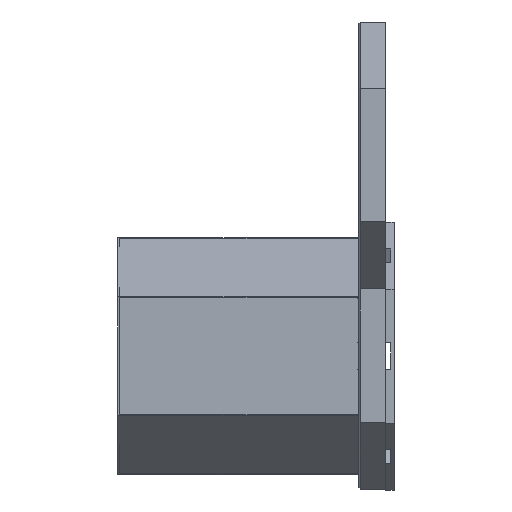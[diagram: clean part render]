
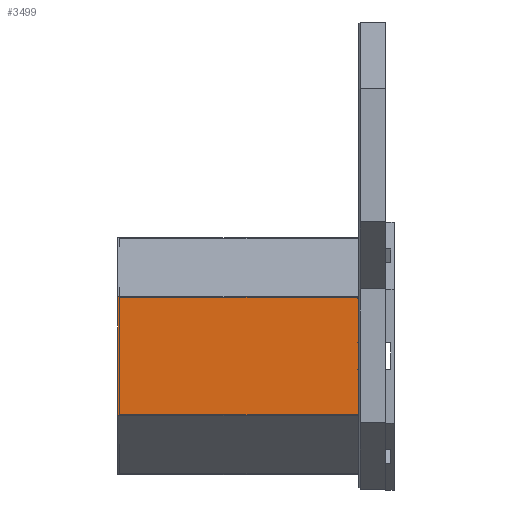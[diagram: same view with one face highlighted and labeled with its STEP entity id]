
A CAD part, left-side view. The second image highlights one B-rep face of the part: STEP entity #3499.
In plain terms, the highlighted planar face has unit normal (-1, 0, 0).
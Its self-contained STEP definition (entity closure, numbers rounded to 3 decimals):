
#209=FACE_OUTER_BOUND('',#401,.T.);
#401=EDGE_LOOP('',(#3114,#3115,#3116,#3117));
#861=LINE('',#5462,#1346);
#886=LINE('',#5511,#1371);
#887=LINE('',#5514,#1372);
#888=LINE('',#5515,#1373);
#1346=VECTOR('',#4490,10.);
#1371=VECTOR('',#4535,10.);
#1372=VECTOR('',#4538,10.);
#1373=VECTOR('',#4539,10.);
#1662=VERTEX_POINT('',#5459);
#1663=VERTEX_POINT('',#5461);
#1677=VERTEX_POINT('',#5509);
#1678=VERTEX_POINT('',#5513);
#2135=EDGE_CURVE('',#1662,#1663,#861,.T.);
#2160=EDGE_CURVE('',#1677,#1663,#886,.T.);
#2161=EDGE_CURVE('',#1677,#1678,#887,.T.);
#2162=EDGE_CURVE('',#1678,#1662,#888,.T.);
#3114=ORIENTED_EDGE('',*,*,#2161,.F.);
#3115=ORIENTED_EDGE('',*,*,#2160,.T.);
#3116=ORIENTED_EDGE('',*,*,#2135,.F.);
#3117=ORIENTED_EDGE('',*,*,#2162,.F.);
#3315=PLANE('',#3687);
#3499=ADVANCED_FACE('',(#209),#3315,.T.);
#3687=AXIS2_PLACEMENT_3D('',#5512,#4536,#4537);
#4490=DIRECTION('',(0.,0.,1.));
#4535=DIRECTION('',(0.,1.,0.));
#4536=DIRECTION('center_axis',(-1.,0.,0.));
#4537=DIRECTION('ref_axis',(0.,0.,1.));
#4538=DIRECTION('',(0.,0.,-1.));
#4539=DIRECTION('',(0.,1.,0.));
#5459=CARTESIAN_POINT('',(-38.301,103.3,-22.113));
#5461=CARTESIAN_POINT('',(-38.301,103.3,22.113));
#5462=CARTESIAN_POINT('',(-38.301,103.3,-11.057));
#5509=CARTESIAN_POINT('',(-38.301,3.3,22.113));
#5511=CARTESIAN_POINT('',(-38.301,3.3,22.113));
#5512=CARTESIAN_POINT('Origin',(-38.301,3.3,-22.113));
#5513=CARTESIAN_POINT('',(-38.301,3.3,-22.113));
#5514=CARTESIAN_POINT('',(-38.301,3.3,-11.057));
#5515=CARTESIAN_POINT('',(-38.301,3.3,-22.113));
